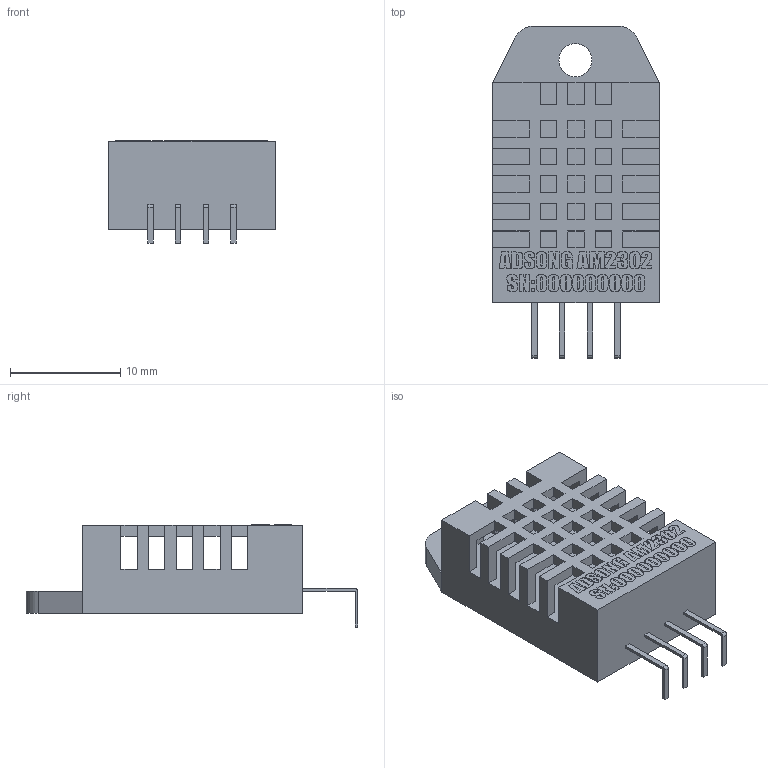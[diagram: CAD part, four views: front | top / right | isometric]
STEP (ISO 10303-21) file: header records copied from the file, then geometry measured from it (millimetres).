
FILE_DESCRIPTION (( 'STEP AP214' ), '1' );
FILE_NAME ('User Library-DHT22_HOR.STEP', '2021-04-26T11:36:11', ( '' ), ( '' ), 'SwSTEP 2.0', 'SolidWorks 2020', '' );
FILE_SCHEMA (( 'AUTOMOTIVE_DESIGN' ));
Length unit declared in the file: millimetre
Products named in the file (1): User Library-DHT22_HOR
Bounding box: 15.1 x 30.1 x 9.26 mm (x, y, z)
Volume: 1675.1 mm3; surface area: 2001.4 mm2
Topology: 1 solids, 1 shells, 518 faces, 1489 edges, 992 vertices
Faces by surface type: plane 351, bspline 159, cylinder 8
Entity records: 32387 total; most frequent: CARTESIAN_POINT 14175, ORIENTED_EDGE 2978, DIRECTION 1907, EDGE_CURVE 1489, LINE 1155, VECTOR 1155, VERTEX_POINT 992, EDGE_LOOP 593
